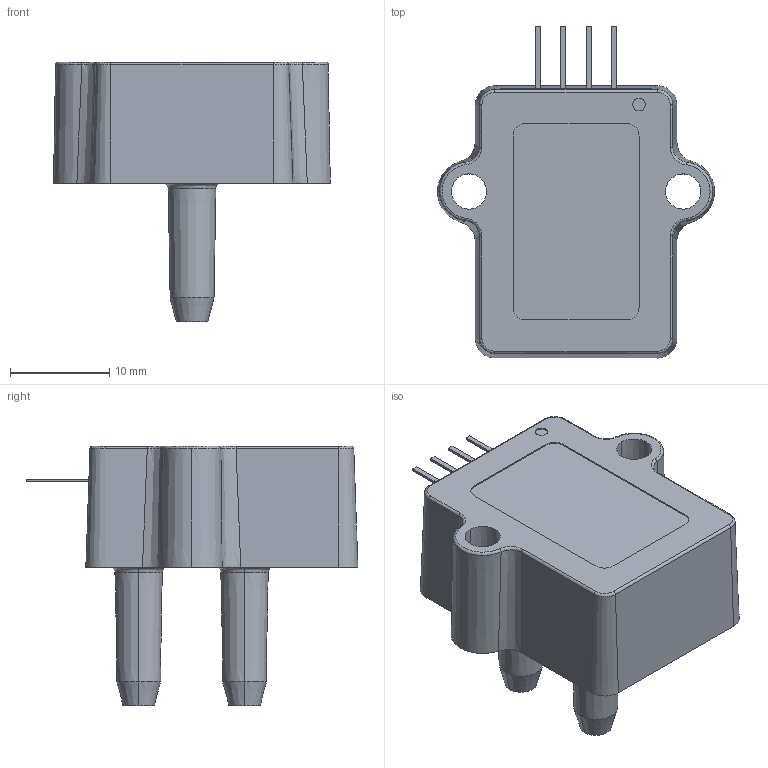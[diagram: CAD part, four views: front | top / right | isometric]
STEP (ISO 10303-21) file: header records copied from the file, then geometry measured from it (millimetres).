
FILE_DESCRIPTION (( 'STEP AP214' ), '1' );
FILE_NAME ('A4AAF.STEP', '2023-03-14T22:20:09', ( '' ), ( '' ), 'SwSTEP 2.0', 'SolidWorks 2019', '' );
FILE_SCHEMA (( 'AUTOMOTIVE_DESIGN' ));
Length unit declared in the file: inch
Products named in the file (4): A-Pkg Cover-1; A-Pkg Housing with Port Cut Options; Lead-0.10PitchStraightCenter Cut; A4AAF
Assembly tree (6 placements, depth 2):
  A4AAF
    A-Pkg Cover-1
    A-Pkg Housing with Port Cut Options
    Lead-0.10PitchStraightCenter Cut  x4
Bounding box: 27.93 x 33.45 x 26.16 mm (x, y, z)
Volume: 4504.2 mm3; surface area: 5629 mm2
Topology: 6 solids, 6 shells, 338 faces, 913 edges, 596 vertices
Faces by surface type: plane 243, cylinder 36, cone 35, bspline 24
Entity records: 11963 total; most frequent: CARTESIAN_POINT 3862, ORIENTED_EDGE 1334, DIRECTION 1137, EDGE_CURVE 667, VECTOR 511, LINE 511, VERTEX_POINT 434, AXIS2_PLACEMENT_3D 313
